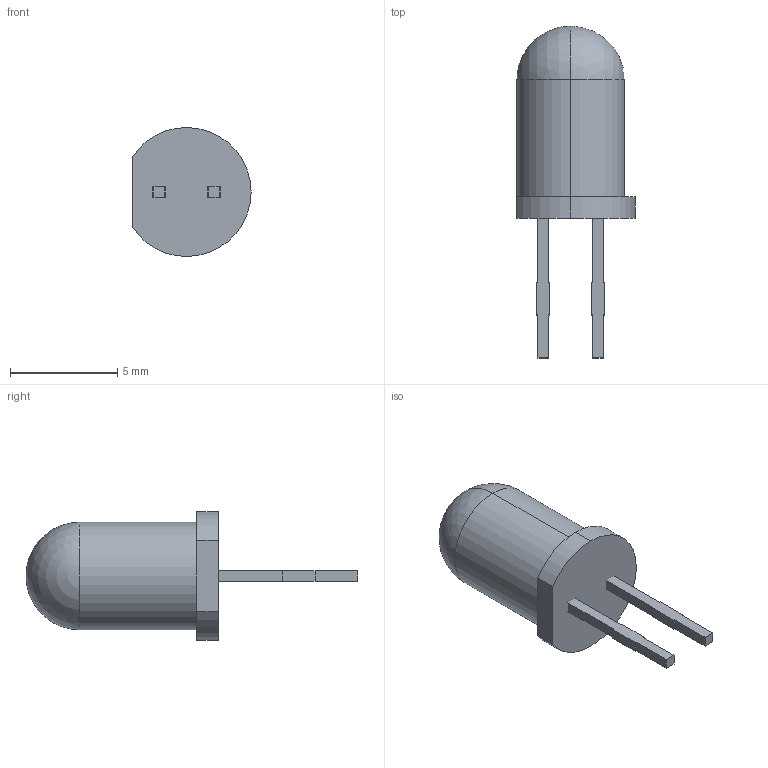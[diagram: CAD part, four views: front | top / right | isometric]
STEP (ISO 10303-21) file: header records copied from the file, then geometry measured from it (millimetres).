
FILE_DESCRIPTION (( 'STEP AP214' ), '1' );
FILE_NAME ('User Library-LED-D5Y.STEP', '2016-06-09T03:26:20', ( 'Windows User' ), ( '' ), 'SwSTEP 2.0', 'SolidWorks 2016', '' );
FILE_SCHEMA (( 'AUTOMOTIVE_DESIGN' ));
Length unit declared in the file: millimetre
Products named in the file (1): User Library-LED-D5Y
Bounding box: 5.5 x 15.44 x 6 mm (x, y, z)
Volume: 175.4 mm3; surface area: 243.8 mm2
Topology: 4 solids, 5 shells, 60 faces, 150 edges, 97 vertices
Faces by surface type: plane 42, cylinder 12, sphere 2, torus 2, cone 2
Entity records: 2324 total; most frequent: CARTESIAN_POINT 300, DIRECTION 299, ORIENTED_EDGE 288, EDGE_CURVE 144, LINE 111, VECTOR 111, VERTEX_POINT 95, AXIS2_PLACEMENT_3D 94
